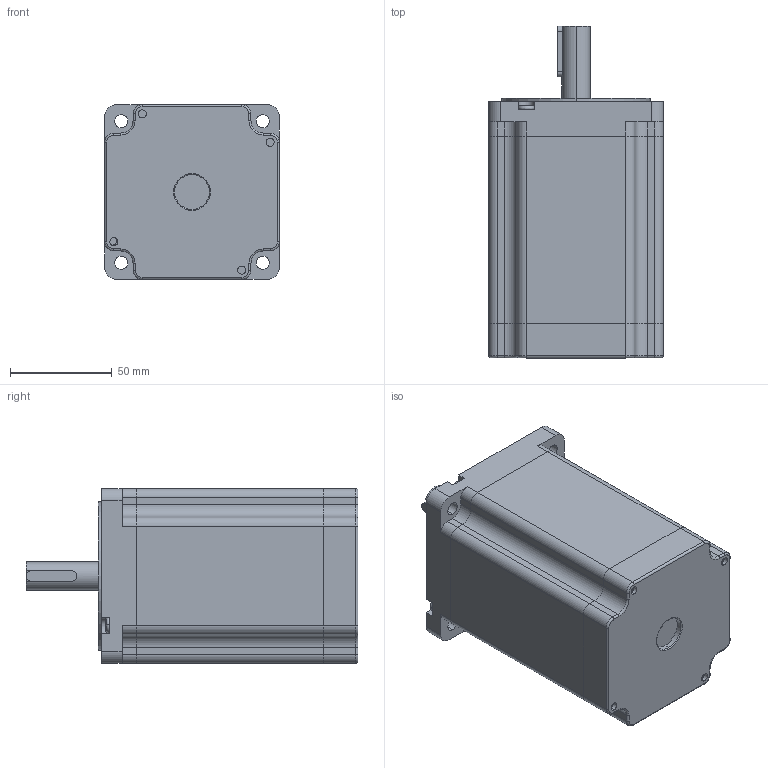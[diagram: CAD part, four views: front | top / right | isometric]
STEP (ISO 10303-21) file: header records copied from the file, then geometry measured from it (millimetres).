
FILE_DESCRIPTION (( 'STEP AP214' ), '1' );
FILE_NAME ('86HS12660A4J.STEP', '2018-06-26T09:01:25', ( 'SUMTOR-117005' ), ( 'Microsoft' ), 'SwSTEP 2.0', 'SolidWorks 2015', '' );
FILE_SCHEMA (( 'AUTOMOTIVE_DESIGN' ));
Length unit declared in the file: millimetre
Products named in the file (6): M4x120; 瑩; 86狟; 86奻瑩; 126儂旯; 86HS12660A4J
Assembly tree (8 placements, depth 2):
  86HS12660A4J
    126儂旯
    86奻瑩
    86狟
    瑩
    M4x120  x4
Bounding box: 86 x 163.2 x 86 mm (x, y, z)
Volume: 847073.6 mm3; surface area: 97453.6 mm2
Topology: 8 solids, 8 shells, 300 faces, 774 edges, 502 vertices
Faces by surface type: cylinder 145, plane 117, torus 22, cone 8, bspline 8
Entity records: 7454 total; most frequent: DIRECTION 1282, CARTESIAN_POINT 1230, ORIENTED_EDGE 1146, EDGE_CURVE 573, AXIS2_PLACEMENT_3D 484, VERTEX_POINT 370, VECTOR 314, LINE 314
